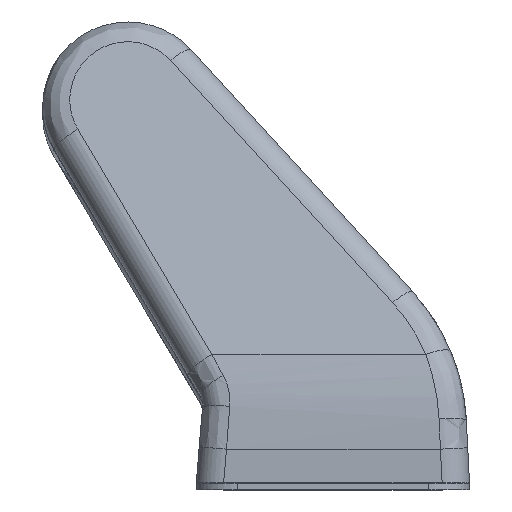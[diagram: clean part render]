
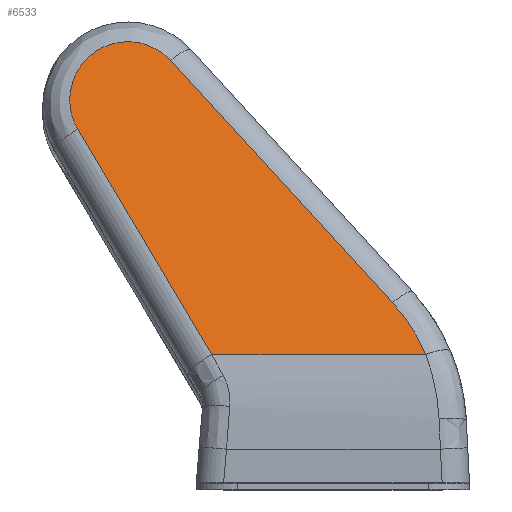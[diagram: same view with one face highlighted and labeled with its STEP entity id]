
A CAD part, top view. The second image highlights one B-rep face of the part: STEP entity #6533.
In plain terms, the highlighted face is planar.
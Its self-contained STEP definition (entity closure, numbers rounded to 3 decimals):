
#866 = CARTESIAN_POINT ( 'NONE',  ( -16., 67.5, -45. ) ) ;
#867 = AXIS2_PLACEMENT_3D ( 'NONE', #866, #947, #952 ) ;
#868 = PLANE ( 'NONE',  #867 ) ;
#869 = FACE_OUTER_BOUND ( 'NONE', #6559, .T. ) ;
#947 = DIRECTION ( 'NONE',  ( -0.961, -0.277, 0. ) ) ;
#952 = DIRECTION ( 'NONE',  ( 0.277, -0.961, 0. ) ) ;
#1248 = CARTESIAN_POINT ( 'NONE',  ( -4.144, 26.376, -8.752 ) ) ;
#1249 = CARTESIAN_POINT ( 'NONE',  ( -3.5, 24.141, -10.799 ) ) ;
#1250 = CARTESIAN_POINT ( 'NONE',  ( -2.763, 21.586, -12.428 ) ) ;
#1251 = CARTESIAN_POINT ( 'NONE',  ( -1.957, 18.787, -13.59 ) ) ;
#1336 =( BOUNDED_CURVE ( )  B_SPLINE_CURVE ( 3, ( #1251, #1250, #1249, #1248 ),
 .UNSPECIFIED., .F., .T. ) 
 B_SPLINE_CURVE_WITH_KNOTS ( ( 4, 4 ),
 ( 1.964, 2.312 ),
 .UNSPECIFIED. ) 
 CURVE ( )  GEOMETRIC_REPRESENTATION_ITEM ( )  RATIONAL_B_SPLINE_CURVE ( ( 1., 0.99, 0.99, 1. ) ) 
 REPRESENTATION_ITEM ( '' )  );
#1337 = CARTESIAN_POINT ( 'NONE',  ( -1.957, 18.787, -13.59 ) ) ;
#1338 = DIRECTION ( 'NONE',  ( 0., 0., -1. ) ) ;
#1339 = VECTOR ( 'NONE', #1338, 1000. ) ;
#1340 = CARTESIAN_POINT ( 'NONE',  ( -1.957, 18.787, -19.269 ) ) ;
#1341 = LINE ( 'NONE', #1340, #1339 ) ;
#1342 = CARTESIAN_POINT ( 'NONE',  ( -1.957, 18.787, 17.721 ) ) ;
#1343 = DIRECTION ( 'NONE',  ( 0.241, -0.835, -0.496 ) ) ;
#1344 = VECTOR ( 'NONE', #1343, 1000. ) ;
#1345 = CARTESIAN_POINT ( 'NONE',  ( -2.59, 20.984, 19.025 ) ) ;
#1346 = LINE ( 'NONE', #1345, #1344 ) ;
#1347 = CARTESIAN_POINT ( 'NONE',  ( -11.465, 51.768, 37.308 ) ) ;
#1348 = CARTESIAN_POINT ( 'NONE',  ( -14.943, 63.832, 44.473 ) ) ;
#1349 = CARTESIAN_POINT ( 'NONE',  ( -17.354, 72.197, 33.208 ) ) ;
#1350 = CARTESIAN_POINT ( 'NONE',  ( -14.371, 61.849, 23.731 ) ) ;
#1351 = CARTESIAN_POINT ( 'NONE',  ( -11.465, 51.768, 37.308 ) ) ;
#1352 = CARTESIAN_POINT ( 'NONE',  ( -14.371, 61.849, 23.731 ) ) ;
#1353 =( BOUNDED_CURVE ( )  B_SPLINE_CURVE ( 3, ( #1350, #1349, #1348, #1347 ),
 .UNSPECIFIED., .F., .T. ) 
 B_SPLINE_CURVE_WITH_KNOTS ( ( 4, 4 ),
 ( 2.312, 5.248 ),
 .UNSPECIFIED. ) 
 CURVE ( )  GEOMETRIC_REPRESENTATION_ITEM ( )  RATIONAL_B_SPLINE_CURVE ( ( 1., 0.402, 0.402, 1. ) ) 
 REPRESENTATION_ITEM ( '' )  );
#1415 = CARTESIAN_POINT ( 'NONE',  ( -4.144, 26.376, -8.752 ) ) ;
#1462 = DIRECTION ( 'NONE',  ( -0.208, 0.721, 0.661 ) ) ;
#1463 = VECTOR ( 'NONE', #1462, 1000. ) ;
#1464 = CARTESIAN_POINT ( 'NONE',  ( -14.224, 61.341, 23.266 ) ) ;
#1465 = LINE ( 'NONE', #1464, #1463 ) ;
#6533 = ADVANCED_FACE ( 'NONE', ( #869 ), #868, .F. ) ;
#6534 = ORIENTED_EDGE ( 'NONE', *, *, #6535, .T. ) ;
#6535 = EDGE_CURVE ( 'NONE', #6536, #6537, #1353, .T. ) ;
#6536 = VERTEX_POINT ( 'NONE', #1352 ) ;
#6537 = VERTEX_POINT ( 'NONE', #1351 ) ;
#6538 = ORIENTED_EDGE ( 'NONE', *, *, #6539, .T. ) ;
#6539 = EDGE_CURVE ( 'NONE', #6537, #6540, #1346, .T. ) ;
#6540 = VERTEX_POINT ( 'NONE', #1342 ) ;
#6541 = ORIENTED_EDGE ( 'NONE', *, *, #6542, .T. ) ;
#6542 = EDGE_CURVE ( 'NONE', #6540, #6543, #1341, .T. ) ;
#6543 = VERTEX_POINT ( 'NONE', #1337 ) ;
#6544 = ORIENTED_EDGE ( 'NONE', *, *, #6545, .T. ) ;
#6545 = EDGE_CURVE ( 'NONE', #6543, #6643, #1336, .T. ) ;
#6559 = EDGE_LOOP ( 'NONE', ( #6534, #6538, #6541, #6544, #6644 ) ) ;
#6643 = VERTEX_POINT ( 'NONE', #1415 ) ;
#6644 = ORIENTED_EDGE ( 'NONE', *, *, #6645, .T. ) ;
#6645 = EDGE_CURVE ( 'NONE', #6643, #6536, #1465, .T. ) ;
